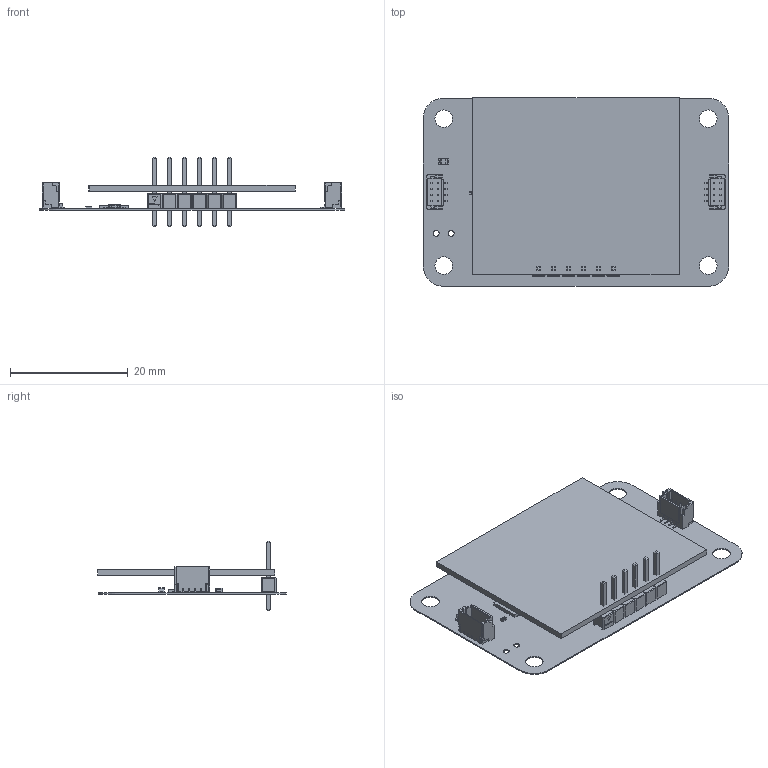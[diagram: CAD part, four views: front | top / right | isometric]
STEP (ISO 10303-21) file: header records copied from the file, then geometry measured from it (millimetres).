
FILE_DESCRIPTION(('Open CASCADE Model'),'2;1');
FILE_NAME('Open CASCADE Shape Model','2025-04-15T10:53:11',('Author'),( 'Open CASCADE'),'Open CASCADE STEP processor 7.5','Open CASCADE 7.5' ,'Unknown');
FILE_SCHEMA(('AUTOMOTIVE_DESIGN { 1 0 10303 214 1 1 1 1 }'));
Length unit declared in the file: millimetre
Products named in the file (35): PCB; Board; Open CASCADE STEP translator 7.5 1.1.1; J11; Conn_Multicomp_Pro_2211S-06G_eec; 1; 2; Logo; U; DUELink-U-Connector-BM04B-SRSS-TB; D; DUELink-Connector-BM04B-SRSS-TB; STAT; 0603 LED Green; Solid1; Solid4; R4; User Library-R SMD 0402; User Library-R SMD 0402_0402 BODY; User Library-R SMD 0402_0402 PAD; User Library-R SMD 0402_0402 OPIS; C2; 0805 SMD Capacitor; C1; C0402; Free-Models; STM32-QFN32; 6300292672; Extruded
Assembly tree (35 placements, depth 4):
  PCB
    Board
      Open CASCADE STEP translator 7.5 1.1.1
    J11
      Conn_Multicomp_Pro_2211S-06G_eec
        1
        2
        Logo
    U
      DUELink-U-Connector-BM04B-SRSS-TB
    D
      DUELink-Connector-BM04B-SRSS-TB
    STAT
      0603 LED Green
        Solid1
        Solid4
        Solid1
        Solid1
        Solid4
        Solid1
        Solid1
        Solid1
    R4
      User Library-R SMD 0402
        User Library-R SMD 0402_0402 BODY
        User Library-R SMD 0402_0402 PAD  x2
        User Library-R SMD 0402_0402 OPIS
    C2
      0805 SMD Capacitor
    C1
      C0402
    Free-Models
      STM32-QFN32
      6300292672
        Extruded
Bounding box: 52 x 32.06 x 11.74 mm (x, y, z)
Volume: 1574.2 mm3; surface area: 6431.4 mm2
Topology: 109 solids, 109 shells, 1674 faces, 5488 edges, 5476 vertices
Faces by surface type: plane 1310, cylinder 210, bspline 138, sphere 8, revolution 8
Full cylindrical faces by diameter (mm): 1.016 x2, 1.1 x6, 3 x4
Entity records: 68731 total; most frequent: CARTESIAN_POINT 17710, DIRECTION 8814, ORIENTED_EDGE 8044, LINE 4686, VECTOR 4686, EDGE_CURVE 4022, VERTEX_POINT 2600, AXIS2_PLACEMENT_3D 2060
